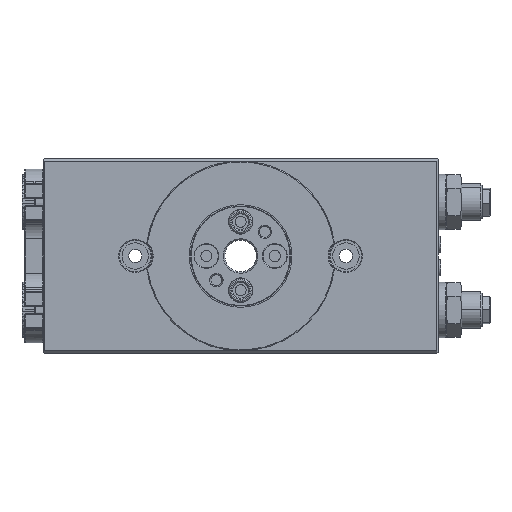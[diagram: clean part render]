
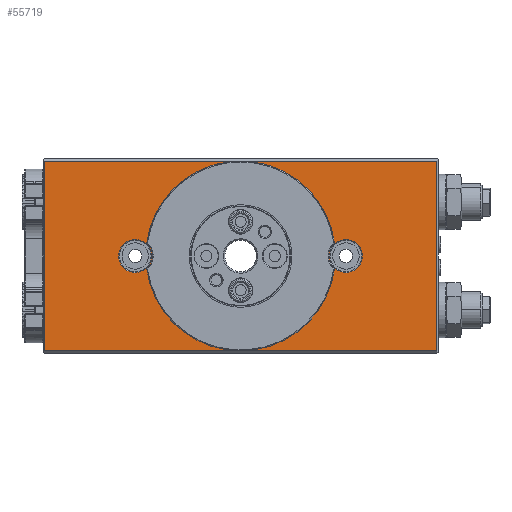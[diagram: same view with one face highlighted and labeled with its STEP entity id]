
A CAD part, front view. The second image highlights one B-rep face of the part: STEP entity #55719.
In plain terms, the highlighted planar face has unit normal (0, -1, 0).
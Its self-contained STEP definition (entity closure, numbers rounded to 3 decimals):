
#116 = FACE_BOUND ( 'NONE', #8102, .T. ) ;
#475 = VECTOR ( 'NONE', #49674, 1000. ) ;
#1137 = DIRECTION ( 'NONE',  ( 0., 0., -1. ) ) ;
#2272 = EDGE_CURVE ( 'NONE', #48168, #29931, #35207, .T. ) ;
#2468 = EDGE_CURVE ( 'NONE', #45399, #58129, #39932, .T. ) ;
#3413 = CIRCLE ( 'NONE', #6666, 6.3 ) ;
#4366 = ORIENTED_EDGE ( 'NONE', *, *, #46019, .T. ) ;
#4874 = DIRECTION ( 'NONE',  ( 0., 0., -1. ) ) ;
#6519 = LINE ( 'NONE', #6967, #16664 ) ;
#6666 = AXIS2_PLACEMENT_3D ( 'NONE', #43581, #58659, #48838 ) ;
#6967 = CARTESIAN_POINT ( 'NONE',  ( 74.5, 0., 36. ) ) ;
#7292 = VERTEX_POINT ( 'NONE', #39988 ) ;
#8090 = DIRECTION ( 'NONE',  ( 0., 1., 0. ) ) ;
#8102 = EDGE_LOOP ( 'NONE', ( #43080, #37568 ) ) ;
#8553 = CARTESIAN_POINT ( 'NONE',  ( -75., 0., 36. ) ) ;
#8800 = CIRCLE ( 'NONE', #43035, 22.5 ) ;
#8878 = EDGE_LOOP ( 'NONE', ( #17163, #4366, #19506, #42442 ) ) ;
#10542 = DIRECTION ( 'NONE',  ( 0., -1., 0. ) ) ;
#10926 = CARTESIAN_POINT ( 'NONE',  ( -74.5, 0., 36. ) ) ;
#10969 = DIRECTION ( 'NONE',  ( 0., 0., -1. ) ) ;
#11480 = EDGE_CURVE ( 'NONE', #29219, #7292, #3413, .T. ) ;
#11923 = CARTESIAN_POINT ( 'NONE',  ( -74.5, 0., -36. ) ) ;
#13120 = CARTESIAN_POINT ( 'NONE',  ( -40., 0., 6.3 ) ) ;
#13502 = VECTOR ( 'NONE', #44021, 1000. ) ;
#14868 = CARTESIAN_POINT ( 'NONE',  ( 75., 0., -36. ) ) ;
#16664 = VECTOR ( 'NONE', #41739, 1000. ) ;
#17163 = ORIENTED_EDGE ( 'NONE', *, *, #38183, .T. ) ;
#19506 = ORIENTED_EDGE ( 'NONE', *, *, #60762, .T. ) ;
#21028 = EDGE_CURVE ( 'NONE', #25299, #57822, #43176, .T. ) ;
#21238 = DIRECTION ( 'NONE',  ( 0., -1., 0. ) ) ;
#21509 = CIRCLE ( 'NONE', #35893, 6.3 ) ;
#21843 = DIRECTION ( 'NONE',  ( 0., 1., 0. ) ) ;
#22033 = FACE_BOUND ( 'NONE', #41812, .T. ) ;
#23160 = CARTESIAN_POINT ( 'NONE',  ( -40., 0., 0. ) ) ;
#24510 = CARTESIAN_POINT ( 'NONE',  ( 0., 0., 0. ) ) ;
#25237 = ORIENTED_EDGE ( 'NONE', *, *, #55459, .F. ) ;
#25299 = VERTEX_POINT ( 'NONE', #32052 ) ;
#26371 = CARTESIAN_POINT ( 'NONE',  ( 0., 0., -22.5 ) ) ;
#26687 = PLANE ( 'NONE',  #35927 ) ;
#26779 = LINE ( 'NONE', #8553, #13502 ) ;
#26896 = DIRECTION ( 'NONE',  ( 0., 0., -1. ) ) ;
#28318 = FACE_BOUND ( 'NONE', #35257, .T. ) ;
#29092 = ORIENTED_EDGE ( 'NONE', *, *, #2468, .F. ) ;
#29219 = VERTEX_POINT ( 'NONE', #63874 ) ;
#29931 = VERTEX_POINT ( 'NONE', #56026 ) ;
#32052 = CARTESIAN_POINT ( 'NONE',  ( -40., 0., -6.3 ) ) ;
#32338 = AXIS2_PLACEMENT_3D ( 'NONE', #40950, #10542, #10969 ) ;
#33640 = VECTOR ( 'NONE', #61362, 1000. ) ;
#33743 = DIRECTION ( 'NONE',  ( 0., 1., 0. ) ) ;
#34946 = AXIS2_PLACEMENT_3D ( 'NONE', #48227, #33743, #42767 ) ;
#35207 = LINE ( 'NONE', #11923, #33640 ) ;
#35257 = EDGE_LOOP ( 'NONE', ( #51255, #52398 ) ) ;
#35335 = CARTESIAN_POINT ( 'NONE',  ( 74.5, 0., 36. ) ) ;
#35893 = AXIS2_PLACEMENT_3D ( 'NONE', #42035, #21843, #26896 ) ;
#35927 = AXIS2_PLACEMENT_3D ( 'NONE', #41836, #21238, #1137 ) ;
#37162 = VERTEX_POINT ( 'NONE', #35335 ) ;
#37568 = ORIENTED_EDGE ( 'NONE', *, *, #11480, .T. ) ;
#38183 = EDGE_CURVE ( 'NONE', #29931, #40099, #45139, .T. ) ;
#39043 = EDGE_CURVE ( 'NONE', #57822, #25299, #21509, .T. ) ;
#39276 = FACE_OUTER_BOUND ( 'NONE', #8878, .T. ) ;
#39674 = DIRECTION ( 'NONE',  ( 0., -1., 0. ) ) ;
#39932 = CIRCLE ( 'NONE', #32338, 22.5 ) ;
#39988 = CARTESIAN_POINT ( 'NONE',  ( 40., 0., -6.3 ) ) ;
#40099 = VERTEX_POINT ( 'NONE', #43935 ) ;
#40950 = CARTESIAN_POINT ( 'NONE',  ( 0., 0., 0. ) ) ;
#41739 = DIRECTION ( 'NONE',  ( 0., 0., 1. ) ) ;
#41812 = EDGE_LOOP ( 'NONE', ( #25237, #29092 ) ) ;
#41836 = CARTESIAN_POINT ( 'NONE',  ( 0., 0., 0. ) ) ;
#42035 = CARTESIAN_POINT ( 'NONE',  ( -40., 0., 0. ) ) ;
#42442 = ORIENTED_EDGE ( 'NONE', *, *, #2272, .T. ) ;
#42767 = DIRECTION ( 'NONE',  ( 0., 0., -1. ) ) ;
#43035 = AXIS2_PLACEMENT_3D ( 'NONE', #24510, #39674, #4874 ) ;
#43080 = ORIENTED_EDGE ( 'NONE', *, *, #46640, .T. ) ;
#43176 = CIRCLE ( 'NONE', #52890, 6.3 ) ;
#43581 = CARTESIAN_POINT ( 'NONE',  ( 40., 0., 0. ) ) ;
#43935 = CARTESIAN_POINT ( 'NONE',  ( 74.5, 0., -36. ) ) ;
#44021 = DIRECTION ( 'NONE',  ( -1., 0., 0. ) ) ;
#45139 = LINE ( 'NONE', #14868, #475 ) ;
#45399 = VERTEX_POINT ( 'NONE', #51656 ) ;
#46019 = EDGE_CURVE ( 'NONE', #40099, #37162, #6519, .T. ) ;
#46640 = EDGE_CURVE ( 'NONE', #7292, #29219, #47138, .T. ) ;
#47138 = CIRCLE ( 'NONE', #34946, 6.3 ) ;
#48168 = VERTEX_POINT ( 'NONE', #10926 ) ;
#48227 = CARTESIAN_POINT ( 'NONE',  ( 40., 0., 0. ) ) ;
#48838 = DIRECTION ( 'NONE',  ( 0., 0., -1. ) ) ;
#49674 = DIRECTION ( 'NONE',  ( 1., 0., 0. ) ) ;
#51255 = ORIENTED_EDGE ( 'NONE', *, *, #21028, .T. ) ;
#51656 = CARTESIAN_POINT ( 'NONE',  ( 0., 0., 22.5 ) ) ;
#52398 = ORIENTED_EDGE ( 'NONE', *, *, #39043, .T. ) ;
#52890 = AXIS2_PLACEMENT_3D ( 'NONE', #23160, #8090, #63403 ) ;
#55459 = EDGE_CURVE ( 'NONE', #58129, #45399, #8800, .T. ) ;
#55719 = ADVANCED_FACE ( 'NONE', ( #28318, #116, #39276, #22033 ), #26687, .T. ) ;
#56026 = CARTESIAN_POINT ( 'NONE',  ( -74.5, 0., -36. ) ) ;
#57822 = VERTEX_POINT ( 'NONE', #13120 ) ;
#58129 = VERTEX_POINT ( 'NONE', #26371 ) ;
#58659 = DIRECTION ( 'NONE',  ( 0., 1., 0. ) ) ;
#60762 = EDGE_CURVE ( 'NONE', #37162, #48168, #26779, .T. ) ;
#61362 = DIRECTION ( 'NONE',  ( 0., 0., -1. ) ) ;
#63403 = DIRECTION ( 'NONE',  ( 0., 0., -1. ) ) ;
#63874 = CARTESIAN_POINT ( 'NONE',  ( 40., 0., 6.3 ) ) ;
